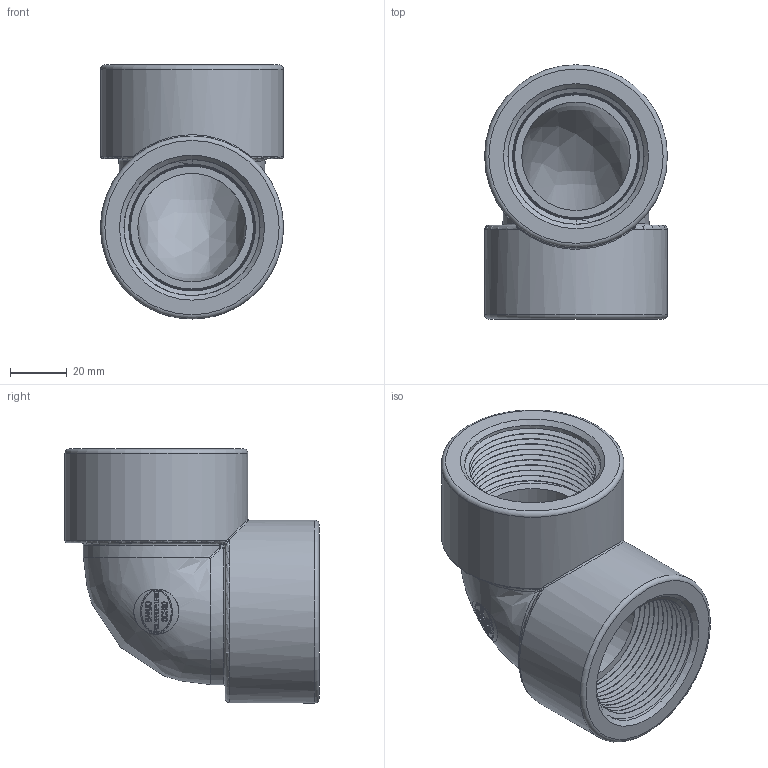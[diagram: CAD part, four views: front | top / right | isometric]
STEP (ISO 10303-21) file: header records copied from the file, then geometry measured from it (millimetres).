
FILE_DESCRIPTION(/* description */ ('1-1/2" POLY PIPE ELBOW 90 DEG'),/* implementation_level */ '2;1');
FILE_NAME(/* name */ 'EL150-90.stp',/* time_stamp */ '2023-08-31T11:59:07-04:00',/* author */ ('DLC'),/* organization */ (''),/* preprocessor_version */ 'ST-DEVELOPER v18.1',/* originating_system */ 'Autodesk Inventor 2022',/* authorisation */ '');
FILE_SCHEMA (('AUTOMOTIVE_DESIGN { 1 0 10303 214 3 1 1 }'));
Length unit declared in the file: inch
Products named in the file (2): EL150-90; EL150-90U
Assembly tree (1 placements, depth 2):
  EL150-90
    EL150-90U
Bounding box: 64.26 x 89.28 x 89.28 mm (x, y, z)
Volume: 148507.9 mm3; surface area: 43666.9 mm2
Topology: 1 solids, 1 shells, 418 faces, 1096 edges, 716 vertices
Faces by surface type: bspline 199, plane 160, cone 28, cylinder 19, sphere 6, torus 6
Full cylindrical faces by diameter (mm): 15.875 x1, 38.1 x2, 64.262 x2
Entity records: 21784 total; most frequent: CARTESIAN_POINT 13354, ORIENTED_EDGE 2182, EDGE_CURVE 1091, DIRECTION 931, VERTEX_POINT 716, B_SPLINE_CURVE_WITH_KNOTS 676, EDGE_LOOP 461, FACE_OUTER_BOUND 418
